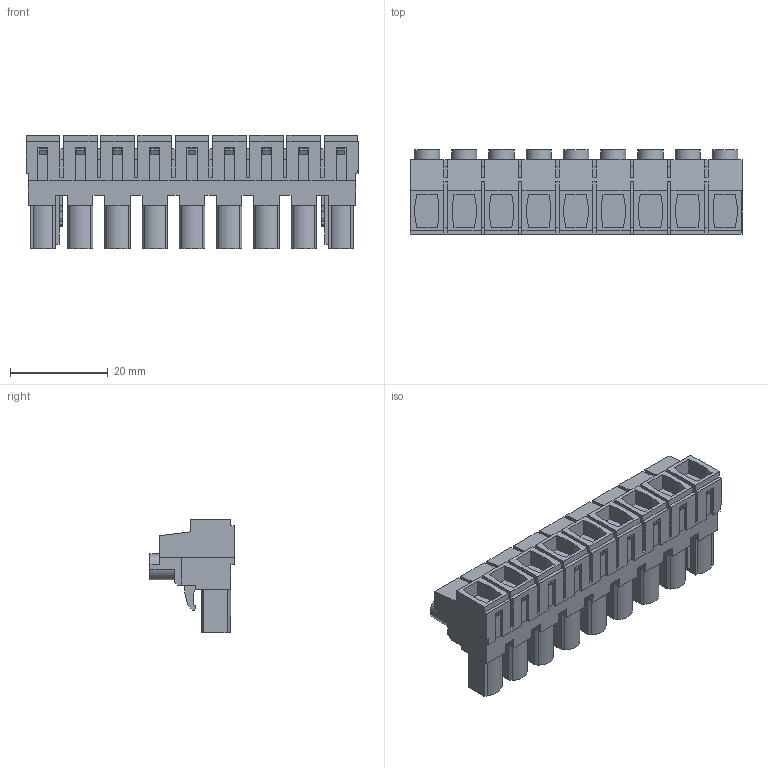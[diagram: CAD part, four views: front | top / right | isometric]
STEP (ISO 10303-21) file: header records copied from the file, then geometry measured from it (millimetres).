
FILE_DESCRIPTION(('CATIA V5 STEP Exchange','CAx-IF Rec.Pracs.--- Model Styling and Organization---1.4--- 2014-01-23'),'2;1');
FILE_NAME ('D1447871_1', '2023-05-02T07:01:41+00:00', ('none'), ('Weidmueller'), 'CATIA Version 5-6 Release 2016 SP3 HF44', 'CATIA V5 STEP AP214', 'none');
FILE_SCHEMA(('AUTOMOTIVE_DESIGN { 1 0 10303 214 1 1 1 1 }'));
Length unit declared in the file: millimetre
Products named in the file (1): 1059620000
Bounding box: 67.9 x 17.25 x 23.25 mm (x, y, z)
Volume: 12519.6 mm3; surface area: 9674 mm2
Topology: 10 solids, 10 shells, 884 faces, 2449 edges, 1630 vertices
Faces by surface type: plane 745, cylinder 131, extrusion 8
Entity records: 27187 total; most frequent: CARTESIAN_POINT 5102, ORIENTED_EDGE 4898, DIRECTION 3510, EDGE_CURVE 2449, VECTOR 2143, LINE 2135, VERTEX_POINT 1630, EDGE_LOOP 929
